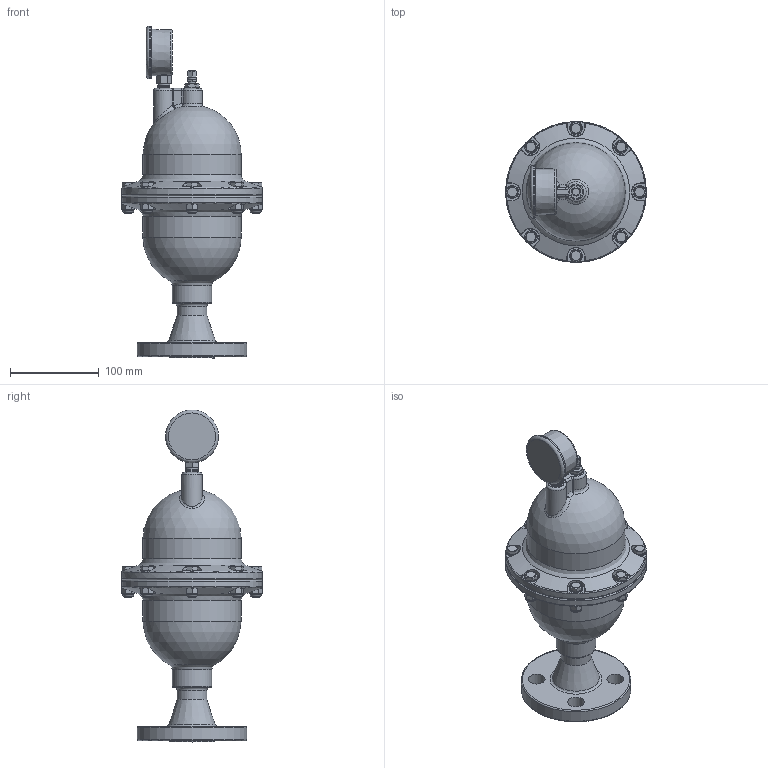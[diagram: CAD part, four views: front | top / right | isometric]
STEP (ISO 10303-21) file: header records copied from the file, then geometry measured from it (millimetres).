
FILE_DESCRIPTION((''),'2;1');
FILE_NAME('APII-ALLOY-WN_R0.ipt.stp','2017-07-10T09:52:10',(''),(''),'Autodesk Inventor 2009','Autodesk Inventor 2009','');
FILE_SCHEMA(('AUTOMOTIVE_DESIGN { 1 0 10303 214 1 1 1 1 }'));
Length unit declared in the file: inch
Products named in the file (1): APII-ALLOY-WN_R0
Bounding box: 158.75 x 158.75 x 374.7 mm (x, y, z)
Volume: 973282.2 mm3; surface area: 235919.2 mm2
Topology: 12 solids, 12 shells, 905 faces, 2146 edges, 1271 vertices
Faces by surface type: plane 314, bspline 254, cone 187, cylinder 120, torus 27, sphere 3
Full cylindrical faces by diameter (mm): 3.19 x1, 7.62 x1, 9.349 x1, 11.113 x1, 12.7 x8, 13.716 x2, 14.224 x8, 19.05 x4, 26.645 x1, 33.528 x1, 44.45 x1, 50.8 x1, 52.892 x1, 59.608 x1, 98.171 x2, 110.871 x2, 123.825 x1, 158.75 x2
Entity records: 35099 total; most frequent: CARTESIAN_POINT 16587, ORIENTED_EDGE 3638, DIRECTION 3167, EDGE_CURVE 1819, AXIS2_PLACEMENT_3D 1323, VERTEX_POINT 1205, EDGE_LOOP 1198, STYLED_ITEM 917
